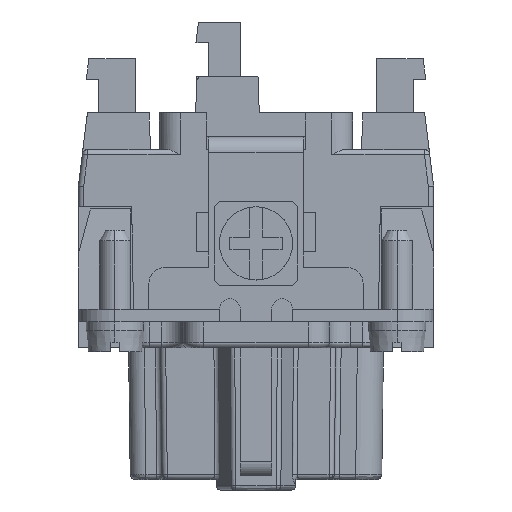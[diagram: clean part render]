
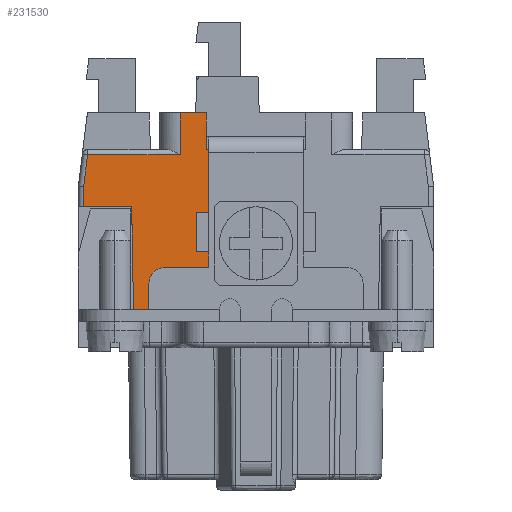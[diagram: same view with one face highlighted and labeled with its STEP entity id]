
A CAD part, left-side view. The second image highlights one B-rep face of the part: STEP entity #231530.
In plain terms, the highlighted planar face has unit normal (-1, 0, 0).
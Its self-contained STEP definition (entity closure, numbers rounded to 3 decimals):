
#221000=CARTESIAN_POINT('',(55.946,60.313,-3.9
));
#221010=VERTEX_POINT('',#221000);
#221430=CARTESIAN_POINT('',(55.946,60.484,5.9));
#221440=VERTEX_POINT('',#221430);
#221470=CARTESIAN_POINT('',(55.946,60.381,0.));
#221480=DIRECTION('',(0.,-0.017,-1.));
#221490=VECTOR('',#221480,1.);
#221500=LINE('',#221470,#221490);
#221510=EDGE_CURVE('',#221440,#221010,#221500,.T.);
#230100=CARTESIAN_POINT('',(55.946,46.3,-3.003
));
#230110=DIRECTION('',(-1.,0.,0.));
#230120=DIRECTION('',(0.,-1.,0.));
#230130=AXIS2_PLACEMENT_3D('',#230100,#230110,#230120);
#230140=PLANE('',#230130);
#230150=CARTESIAN_POINT('',(55.946,53.334,0.));
#230160=DIRECTION('',(0.,0.,-1.));
#230170=VECTOR('',#230160,1.);
#230180=LINE('',#230150,#230170);
#230190=CARTESIAN_POINT('',(55.946,53.334,14.9)
);
#230200=VERTEX_POINT('',#230190);
#230210=CARTESIAN_POINT('',(55.946,53.334,11.4)
);
#230220=VERTEX_POINT('',#230210);
#230230=EDGE_CURVE('',#230200,#230220,#230180,.T.);
#230240=ORIENTED_EDGE('',*,*,#230230,.F.);
#230250=CARTESIAN_POINT('',(55.946,44.084,11.4)
);
#230260=DIRECTION('',(0.,-1.,0.));
#230270=VECTOR('',#230260,1.);
#230280=LINE('',#230250,#230270);
#230290=CARTESIAN_POINT('',(55.946,53.084,11.4));
#230300=VERTEX_POINT('',#230290);
#230310=EDGE_CURVE('',#230220,#230300,#230280,.T.);
#230320=ORIENTED_EDGE('',*,*,#230310,.F.);
#230330=CARTESIAN_POINT('',(55.946,53.084,7.9)
);
#230340=DIRECTION('',(0.,0.,1.));
#230350=VECTOR('',#230340,1.);
#230360=LINE('',#230330,#230350);
#230370=CARTESIAN_POINT('',(55.946,53.084,5.4));
#230380=VERTEX_POINT('',#230370);
#230390=EDGE_CURVE('',#230380,#230300,#230360,.T.);
#230400=ORIENTED_EDGE('',*,*,#230390,.T.);
#230410=CARTESIAN_POINT('',(55.946,0.,5.4));
#230420=DIRECTION('',(0.,-1.,0.));
#230430=VECTOR('',#230420,1.);
#230440=LINE('',#230410,#230430);
#230450=CARTESIAN_POINT('',(55.946,53.284,
5.4));
#230460=VERTEX_POINT('',#230450);
#230470=EDGE_CURVE('',#230460,#230380,#230440,.T.);
#230480=ORIENTED_EDGE('',*,*,#230470,.T.);
#230490=CARTESIAN_POINT('',(55.946,53.284,
5.425));
#230500=DIRECTION('',(0.,0.,-1.));
#230510=VECTOR('',#230500,1.);
#230520=LINE('',#230490,#230510);
#230530=CARTESIAN_POINT('',(55.946,53.284,1.6)
);
#230540=VERTEX_POINT('',#230530);
#230550=EDGE_CURVE('',#230460,#230540,#230520,.T.);
#230560=ORIENTED_EDGE('',*,*,#230550,.F.);
#230570=CARTESIAN_POINT('',(55.946,0.,1.6));
#230580=DIRECTION('',(0.,1.,0.));
#230590=VECTOR('',#230580,1.);
#230600=LINE('',#230570,#230590);
#230610=CARTESIAN_POINT('',(55.946,53.084,1.6));
#230620=VERTEX_POINT('',#230610);
#230630=EDGE_CURVE('',#230620,#230540,#230600,.T.);
#230640=ORIENTED_EDGE('',*,*,#230630,.T.);
#230650=CARTESIAN_POINT('',(55.946,53.084,0.));
#230660=DIRECTION('',(-0.,0.,-1.));
#230670=VECTOR('',#230660,1.);
#230680=LINE('',#230650,#230670);
#230690=CARTESIAN_POINT('',(55.946,53.084,0.1));
#230700=VERTEX_POINT('',#230690);
#230710=EDGE_CURVE('',#230620,#230700,#230680,.T.);
#230720=ORIENTED_EDGE('',*,*,#230710,.F.);
#230730=CARTESIAN_POINT('',(55.946,57.334,
0.1));
#230740=DIRECTION('',(0.,-1.,0.));
#230750=VECTOR('',#230740,1.);
#230760=LINE('',#230730,#230750);
#230770=CARTESIAN_POINT('',(55.946,57.334,0.1
));
#230780=VERTEX_POINT('',#230770);
#230790=EDGE_CURVE('',#230780,#230700,#230760,.T.);
#230800=ORIENTED_EDGE('',*,*,#230790,.T.);
#230810=CARTESIAN_POINT('',(55.946,57.334,-1.4
));
#230820=DIRECTION('',(1.,0.,0.));
#230830=DIRECTION('',(0.,1.,0.));
#230840=AXIS2_PLACEMENT_3D('',#230810,#230820,#230830);
#230850=CIRCLE('',#230840,1.5);
#230860=CARTESIAN_POINT('',(55.946,58.834,-1.4
));
#230870=VERTEX_POINT('',#230860);
#230880=EDGE_CURVE('',#230870,#230780,#230850,.T.);
#230890=ORIENTED_EDGE('',*,*,#230880,.T.);
#230900=CARTESIAN_POINT('',(55.946,58.834,0.));
#230910=DIRECTION('',(0.,0.,1.));
#230920=VECTOR('',#230910,1.);
#230930=LINE('',#230900,#230920);
#230940=CARTESIAN_POINT('',(55.946,58.834,-3.9
));
#230950=VERTEX_POINT('',#230940);
#230960=EDGE_CURVE('',#230950,#230870,#230930,.T.);
#230970=ORIENTED_EDGE('',*,*,#230960,.T.);
#230980=CARTESIAN_POINT('',(55.946,0.,-3.9));
#230990=DIRECTION('',(-0.,1.,0.));
#231000=VECTOR('',#230990,1.);
#231010=LINE('',#230980,#231000);
#231020=EDGE_CURVE('',#230950,#221010,#231010,.T.);
#231030=ORIENTED_EDGE('',*,*,#231020,.F.);
#231040=ORIENTED_EDGE('',*,*,#221510,.T.);
#231050=CARTESIAN_POINT('',(55.946,65.084,5.9));
#231060=DIRECTION('',(0.,-1.,0.));
#231070=VECTOR('',#231060,1.);
#231080=LINE('',#231050,#231070);
#231090=CARTESIAN_POINT('',(55.946,65.084,5.9));
#231100=VERTEX_POINT('',#231090);
#231110=EDGE_CURVE('',#231100,#221440,#231080,.T.);
#231120=ORIENTED_EDGE('',*,*,#231110,.T.);
#231130=CARTESIAN_POINT('',(55.946,65.084,5.9));
#231140=DIRECTION('',(0.,0.,1.));
#231150=VECTOR('',#231140,1.);
#231160=LINE('',#231130,#231150);
#231170=CARTESIAN_POINT('',(55.946,65.084,7.869));
#231180=VERTEX_POINT('',#231170);
#231190=EDGE_CURVE('',#231100,#231180,#231160,.T.);
#231200=ORIENTED_EDGE('',*,*,#231190,.F.);
#231210=CARTESIAN_POINT('',(55.946,64.712,10.9));
#231220=DIRECTION('',(0.,0.122,-0.993));
#231230=VECTOR('',#231220,1.);
#231240=LINE('',#231210,#231230);
#231250=CARTESIAN_POINT('',(55.946,64.712,10.9));
#231260=VERTEX_POINT('',#231250);
#231270=EDGE_CURVE('',#231260,#231180,#231240,.T.);
#231280=ORIENTED_EDGE('',*,*,#231270,.T.);
#231290=CARTESIAN_POINT('',(55.946,64.712,10.9));
#231300=DIRECTION('',(0.,-1.,0.));
#231310=VECTOR('',#231300,1.);
#231320=LINE('',#231290,#231310);
#231330=CARTESIAN_POINT('',(55.946,55.834,10.9));
#231340=VERTEX_POINT('',#231330);
#231350=EDGE_CURVE('',#231260,#231340,#231320,.T.);
#231360=ORIENTED_EDGE('',*,*,#231350,.F.);
#231370=CARTESIAN_POINT('',(55.946,55.834,10.9));
#231380=DIRECTION('',(0.,0.,1.));
#231390=VECTOR('',#231380,1.);
#231400=LINE('',#231370,#231390);
#231410=CARTESIAN_POINT('',(55.946,55.834,
14.9));
#231420=VERTEX_POINT('',#231410);
#231430=EDGE_CURVE('',#231340,#231420,#231400,.T.);
#231440=ORIENTED_EDGE('',*,*,#231430,.F.);
#231450=CARTESIAN_POINT('',(55.946,0.,14.9));
#231460=DIRECTION('',(-0.,-1.,0.));
#231470=VECTOR('',#231460,1.);
#231480=LINE('',#231450,#231470);
#231490=EDGE_CURVE('',#231420,#230200,#231480,.T.);
#231500=ORIENTED_EDGE('',*,*,#231490,.F.);
#231510=EDGE_LOOP('',(#231500,#231440,#231360,#231280,#231200,#231120,
#231040,#231030,#230970,#230890,#230800,#230720,#230640,#230560,#230480,
#230400,#230320,#230240));
#231520=FACE_OUTER_BOUND('',#231510,.T.);
#231530=ADVANCED_FACE('',(#231520),#230140,.T.);
